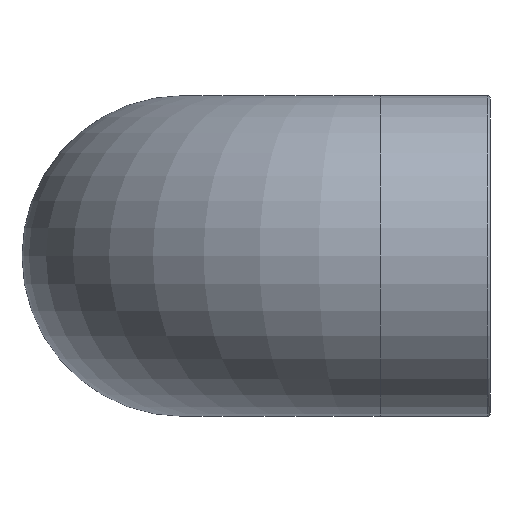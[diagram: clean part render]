
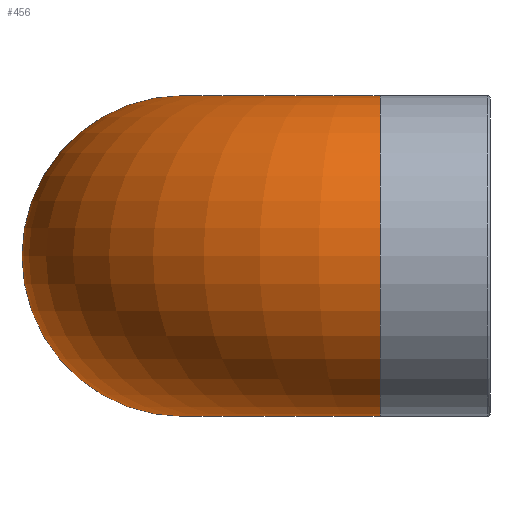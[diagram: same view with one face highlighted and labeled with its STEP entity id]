
A CAD part, left-side view. The second image highlights one B-rep face of the part: STEP entity #456.
In plain terms, the highlighted toroidal (fillet/blend) face has major radius 46.3 mm and minor radius 37.5 mm.
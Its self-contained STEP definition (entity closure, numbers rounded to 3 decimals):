
#100=FACE_BOUND('',#162,.T.);
#114=FACE_OUTER_BOUND('',#161,.T.);
#161=EDGE_LOOP('',(#339));
#162=EDGE_LOOP('',(#340));
#188=CIRCLE('',#491,37.5);
#194=CIRCLE('',#502,37.5);
#210=VERTEX_POINT('',#631);
#216=VERTEX_POINT('',#648);
#256=EDGE_CURVE('',#210,#210,#188,.T.);
#262=EDGE_CURVE('',#216,#216,#194,.T.);
#339=ORIENTED_EDGE('',*,*,#256,.F.);
#340=ORIENTED_EDGE('',*,*,#262,.T.);
#442=TOROIDAL_SURFACE('',#508,46.3,37.5);
#456=ADVANCED_FACE('',(#114,#100),#442,.T.);
#491=AXIS2_PLACEMENT_3D('',#632,#547,#548);
#502=AXIS2_PLACEMENT_3D('',#649,#569,#570);
#508=AXIS2_PLACEMENT_3D('',#657,#581,#582);
#547=DIRECTION('center_axis',(1.,0.,0.));
#548=DIRECTION('ref_axis',(0.,1.,0.));
#569=DIRECTION('center_axis',(0.,1.,0.));
#570=DIRECTION('ref_axis',(-1.,0.,0.));
#581=DIRECTION('center_axis',(0.,0.,-1.));
#582=DIRECTION('ref_axis',(-1.,0.,0.));
#631=CARTESIAN_POINT('',(46.3,34.5,0.));
#632=CARTESIAN_POINT('Origin',(46.3,72.,0.));
#648=CARTESIAN_POINT('',(37.5,25.7,0.));
#649=CARTESIAN_POINT('Origin',(0.,25.7,0.));
#657=CARTESIAN_POINT('Origin',(46.3,25.7,0.));
